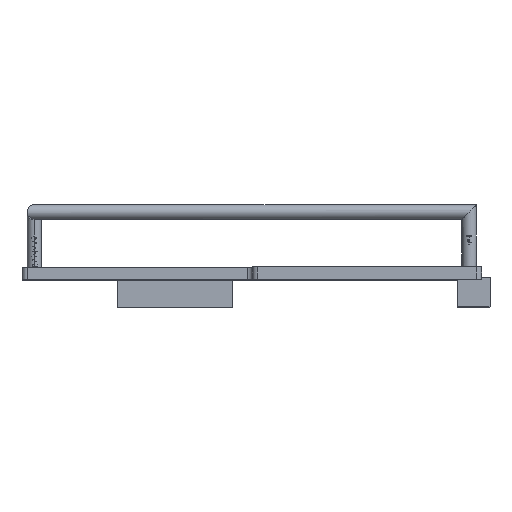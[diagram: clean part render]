
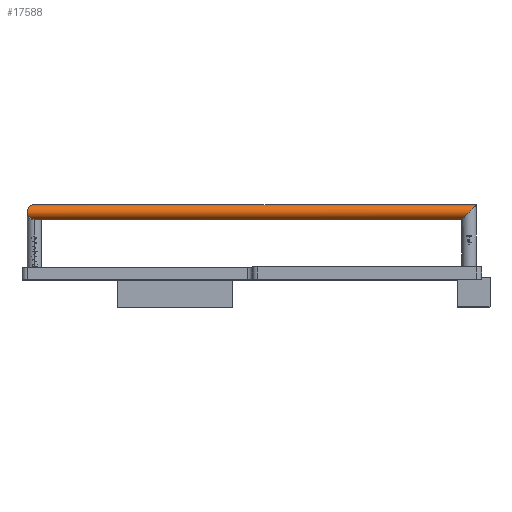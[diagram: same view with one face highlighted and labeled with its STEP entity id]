
A CAD part, top view. The second image highlights one B-rep face of the part: STEP entity #17588.
In plain terms, the highlighted cylindrical face has radius 3.505 mm (diameter 7.01 mm), a partial arc.
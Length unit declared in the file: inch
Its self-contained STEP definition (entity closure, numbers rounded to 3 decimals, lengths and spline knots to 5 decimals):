
#1965=DIRECTION('',(-1.,0.,0.));
#1966=VECTOR('',#1965,8.351);
#1967=CARTESIAN_POINT('',(-0.25581,1.71283,
4.25208));
#1968=LINE('',#1967,#1966);
#1994=CARTESIAN_POINT('',(-0.53181,1.43683,
4.2521));
#1995=CARTESIAN_POINT('',(-0.53181,1.43683,
4.25489));
#1996=CARTESIAN_POINT('',(-0.53164,1.43699,
4.26047));
#1997=CARTESIAN_POINT('',(-0.53087,1.43776,
4.26885));
#1998=CARTESIAN_POINT('',(-0.52959,1.43904,
4.27723));
#1999=CARTESIAN_POINT('',(-0.52778,1.44085,
4.28557));
#2000=CARTESIAN_POINT('',(-0.52542,1.44321,
4.2939));
#2001=CARTESIAN_POINT('',(-0.52247,1.44616,
4.30226));
#2002=CARTESIAN_POINT('',(-0.51891,1.44972,
4.31059));
#2003=CARTESIAN_POINT('',(-0.51472,1.45391,
4.31883));
#2004=CARTESIAN_POINT('',(-0.50983,1.4588,
4.32702));
#2005=CARTESIAN_POINT('',(-0.50421,1.46441,
4.33508));
#2006=CARTESIAN_POINT('',(-0.49784,1.47078,
4.34295));
#2007=CARTESIAN_POINT('',(-0.49067,1.47796,
4.35058));
#2008=CARTESIAN_POINT('',(-0.48269,1.48593,
4.35784));
#2009=CARTESIAN_POINT('',(-0.47388,1.49474,
4.36467));
#2010=CARTESIAN_POINT('',(-0.46428,1.50434,
4.37093));
#2011=CARTESIAN_POINT('',(-0.4539,1.51472,
4.37651));
#2012=CARTESIAN_POINT('',(-0.44282,1.5258,
4.38128));
#2013=CARTESIAN_POINT('',(-0.43114,1.53748,
4.38514));
#2014=CARTESIAN_POINT('',(-0.41897,1.54965,
4.38797));
#2015=CARTESIAN_POINT('',(-0.40646,1.56216,
4.3897));
#2016=CARTESIAN_POINT('',(-0.39803,1.57059,
4.39009));
#2017=CARTESIAN_POINT('',(-0.39379,1.57483,
4.39009));
#2019=DIRECTION('',(-1.,0.,0.));
#2020=VECTOR('',#2019,8.075);
#2021=CARTESIAN_POINT('',(-0.53181,1.43683,
4.2521));
#2022=LINE('',#2021,#2020);
#2023=CARTESIAN_POINT('',(-0.39379,1.57483,
4.39009));
#2024=CARTESIAN_POINT('',(-0.38956,1.57906,
4.39009));
#2025=CARTESIAN_POINT('',(-0.38112,1.5875,
4.3897));
#2026=CARTESIAN_POINT('',(-0.36862,1.6,
4.38797));
#2027=CARTESIAN_POINT('',(-0.35645,1.61217,
4.38513));
#2028=CARTESIAN_POINT('',(-0.34477,1.62385,
4.38127));
#2029=CARTESIAN_POINT('',(-0.33369,1.63493,
4.3765));
#2030=CARTESIAN_POINT('',(-0.32331,1.64531,
4.37092));
#2031=CARTESIAN_POINT('',(-0.31371,1.65491,
4.36466));
#2032=CARTESIAN_POINT('',(-0.3049,1.66372,
4.35782));
#2033=CARTESIAN_POINT('',(-0.29693,1.6717,
4.35056));
#2034=CARTESIAN_POINT('',(-0.28975,1.67887,
4.34293));
#2035=CARTESIAN_POINT('',(-0.28339,1.68524,
4.33506));
#2036=CARTESIAN_POINT('',(-0.27777,1.69085,
4.327));
#2037=CARTESIAN_POINT('',(-0.27288,1.69574,
4.31881));
#2038=CARTESIAN_POINT('',(-0.2687,1.69993,
4.31056));
#2039=CARTESIAN_POINT('',(-0.26514,1.70349,
4.30224));
#2040=CARTESIAN_POINT('',(-0.26219,1.70644,
4.29388));
#2041=CARTESIAN_POINT('',(-0.25983,1.7088,
4.28555));
#2042=CARTESIAN_POINT('',(-0.25802,1.71061,
4.27721));
#2043=CARTESIAN_POINT('',(-0.25674,1.71189,
4.26882));
#2044=CARTESIAN_POINT('',(-0.25598,1.71266,
4.26044));
#2045=CARTESIAN_POINT('',(-0.25581,1.71283,
4.25486));
#2046=CARTESIAN_POINT('',(-0.25581,1.71283,
4.25208));
#2048=CARTESIAN_POINT('',(-8.60681,1.43683,4.25291));
#2049=CARTESIAN_POINT('',(-8.61104,1.43683,4.25714));
#2050=CARTESIAN_POINT('',(-8.61945,1.43721,4.26555));
#2051=CARTESIAN_POINT('',(-8.63188,1.43893,4.27799));
#2052=CARTESIAN_POINT('',(-8.64396,1.44173,4.29007));
#2053=CARTESIAN_POINT('',(-8.65557,1.44554,4.30168));
#2054=CARTESIAN_POINT('',(-8.66664,1.45029,4.31276));
#2055=CARTESIAN_POINT('',(-8.67704,1.45585,4.32316));
#2056=CARTESIAN_POINT('',(-8.68664,1.46208,4.33276));
#2057=CARTESIAN_POINT('',(-8.69546,1.46889,4.34158));
#2058=CARTESIAN_POINT('',(-8.70347,1.47615,4.34959));
#2059=CARTESIAN_POINT('',(-8.71064,1.48374,4.35676));
#2060=CARTESIAN_POINT('',(-8.71704,1.49162,4.36317));
#2061=CARTESIAN_POINT('',(-8.72269,1.4997,4.36882));
#2062=CARTESIAN_POINT('',(-8.7276,1.5079,4.37373));
#2063=CARTESIAN_POINT('',(-8.73182,1.51616,4.37794));
#2064=CARTESIAN_POINT('',(-8.73541,1.52452,4.38153));
#2065=CARTESIAN_POINT('',(-8.73837,1.53291,4.3845));
#2066=CARTESIAN_POINT('',(-8.74074,1.54127,4.38687));
#2067=CARTESIAN_POINT('',(-8.74257,1.54964,4.38869));
#2068=CARTESIAN_POINT('',(-8.74386,1.55805,4.38999));
#2069=CARTESIAN_POINT('',(-8.74463,1.56646,4.39076));
#2070=CARTESIAN_POINT('',(-8.74488,1.57483,4.39101));
#2071=CARTESIAN_POINT('',(-8.74463,1.58319,4.39076));
#2072=CARTESIAN_POINT('',(-8.74386,1.5916,4.38999));
#2073=CARTESIAN_POINT('',(-8.74257,1.60001,4.38869));
#2074=CARTESIAN_POINT('',(-8.74074,1.60838,4.38687));
#2075=CARTESIAN_POINT('',(-8.73837,1.61674,4.3845));
#2076=CARTESIAN_POINT('',(-8.73541,1.62513,4.38153));
#2077=CARTESIAN_POINT('',(-8.73182,1.63349,4.37794));
#2078=CARTESIAN_POINT('',(-8.7276,1.64175,4.37373));
#2079=CARTESIAN_POINT('',(-8.72269,1.64995,4.36882));
#2080=CARTESIAN_POINT('',(-8.71704,1.65803,4.36317));
#2081=CARTESIAN_POINT('',(-8.71064,1.66591,4.35676));
#2082=CARTESIAN_POINT('',(-8.70347,1.6735,4.34959));
#2083=CARTESIAN_POINT('',(-8.69546,1.68076,4.34158));
#2084=CARTESIAN_POINT('',(-8.68664,1.68757,4.33276));
#2085=CARTESIAN_POINT('',(-8.67704,1.6938,4.32316));
#2086=CARTESIAN_POINT('',(-8.66664,1.69937,4.31276));
#2087=CARTESIAN_POINT('',(-8.65557,1.70411,4.30168));
#2088=CARTESIAN_POINT('',(-8.64396,1.70792,4.29007));
#2089=CARTESIAN_POINT('',(-8.63188,1.71072,4.27799));
#2090=CARTESIAN_POINT('',(-8.61945,1.71244,4.26555));
#2091=CARTESIAN_POINT('',(-8.61104,1.71283,4.25714));
#2092=CARTESIAN_POINT('',(-8.60681,1.71283,4.25291));
#14613=VERTEX_POINT('',#2048);
#14614=VERTEX_POINT('',#2092);
#14617=CARTESIAN_POINT('',(-0.53181,1.43683,
4.2521));
#14618=VERTEX_POINT('',#14617);
#14619=CARTESIAN_POINT('',(-0.25581,1.71283,
4.25208));
#14620=VERTEX_POINT('',#14619);
#14625=VERTEX_POINT('',#2017);
#17575=CARTESIAN_POINT('',(-0.39381,1.57483,
4.25209));
#17576=DIRECTION('',(-1.,0.,0.));
#17577=DIRECTION('',(0.,-1.,0.));
#17578=AXIS2_PLACEMENT_3D('',#17575,#17576,#17577);
#17579=CYLINDRICAL_SURFACE('',#17578,0.138);
#17580=ORIENTED_EDGE('',*,*,#17535,.F.);
#17581=ORIENTED_EDGE('',*,*,#17569,.T.);
#17583=ORIENTED_EDGE('',*,*,#17582,.T.);
#17584=ORIENTED_EDGE('',*,*,#17565,.F.);
#17585=ORIENTED_EDGE('',*,*,#17537,.F.);
#17586=EDGE_LOOP('',(#17580,#17581,#17583,#17584,#17585));
#17587=FACE_OUTER_BOUND('',#17586,.F.);
#17588=ADVANCED_FACE('',(#17587),#17579,.T.);
#2018=B_SPLINE_CURVE_WITH_KNOTS('',3,(#1994,#1995,#1996,#1997,#1998,#1999,#2000,
#2001,#2002,#2003,#2004,#2005,#2006,#2007,#2008,#2009,#2010,#2011,#2012,#2013,
#2014,#2015,#2016,#2017),.UNSPECIFIED.,.F.,.F.,(4,1,1,1,1,1,1,1,1,1,1,1,1,1,1,1,
1,1,1,1,1,4),(0.,0.04762,0.09524,0.14286,
0.19048,0.2381,0.28571,0.33333,
0.38095,0.42857,0.47619,0.52381,
0.57143,0.61905,0.66667,0.71429,
0.7619,0.80952,0.85714,0.90476,
0.95238,1.),.UNSPECIFIED.);
#2047=B_SPLINE_CURVE_WITH_KNOTS('',3,(#2023,#2024,#2025,#2026,#2027,#2028,#2029,
#2030,#2031,#2032,#2033,#2034,#2035,#2036,#2037,#2038,#2039,#2040,#2041,#2042,
#2043,#2044,#2045,#2046),.UNSPECIFIED.,.F.,.F.,(4,1,1,1,1,1,1,1,1,1,1,1,1,1,1,1,
1,1,1,1,1,4),(0.,0.04762,0.09524,0.14286,
0.19048,0.2381,0.28571,0.33333,
0.38095,0.42857,0.47619,0.52381,
0.57143,0.61905,0.66667,0.71429,
0.7619,0.80952,0.85714,0.90476,
0.95238,1.),.UNSPECIFIED.);
#2093=B_SPLINE_CURVE_WITH_KNOTS('',3,(#2048,#2049,#2050,#2051,#2052,#2053,#2054,
#2055,#2056,#2057,#2058,#2059,#2060,#2061,#2062,#2063,#2064,#2065,#2066,#2067,
#2068,#2069,#2070,#2071,#2072,#2073,#2074,#2075,#2076,#2077,#2078,#2079,#2080,
#2081,#2082,#2083,#2084,#2085,#2086,#2087,#2088,#2089,#2090,#2091,#2092),
.UNSPECIFIED.,.F.,.F.,(4,1,1,1,1,1,1,1,1,1,1,1,1,1,1,1,1,1,1,1,1,1,1,1,1,1,1,1,
1,1,1,1,1,1,1,1,1,1,1,1,1,1,4),(0.,0.02381,0.04762,
0.07143,0.09524,0.11905,0.14286,
0.16667,0.19048,0.21429,0.2381,
0.2619,0.28571,0.30952,0.33333,
0.35714,0.38095,0.40476,0.42857,
0.45238,0.47619,0.5,0.52381,0.54762,
0.57143,0.59524,0.61905,0.64286,
0.66667,0.69048,0.71429,0.7381,
0.7619,0.78571,0.80952,0.83333,
0.85714,0.88095,0.90476,0.92857,
0.95238,0.97619,1.),.UNSPECIFIED.);
#17535=EDGE_CURVE('',#14618,#14625,#2018,.T.);
#17537=EDGE_CURVE('',#14625,#14620,#2047,.T.);
#17565=EDGE_CURVE('',#14620,#14614,#1968,.T.);
#17569=EDGE_CURVE('',#14618,#14613,#2022,.T.);
#17582=EDGE_CURVE('',#14613,#14614,#2093,.T.);
